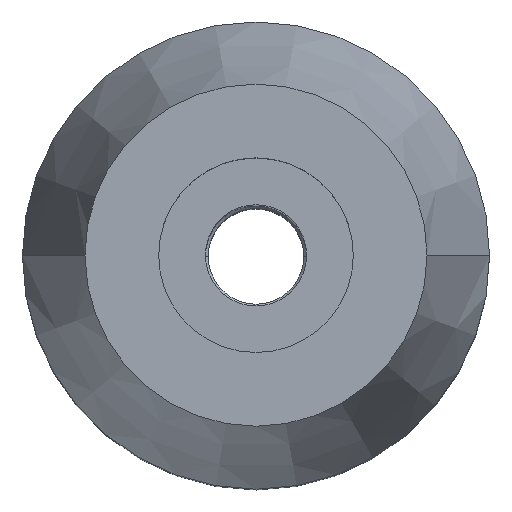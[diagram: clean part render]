
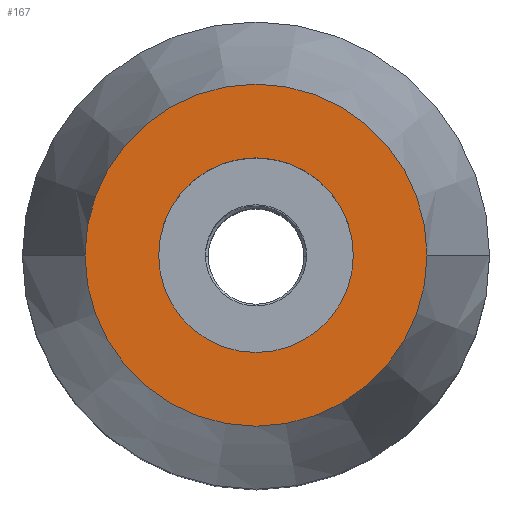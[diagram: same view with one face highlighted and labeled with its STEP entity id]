
A CAD part, top view. The second image highlights one B-rep face of the part: STEP entity #167.
In plain terms, the highlighted planar face has unit normal (0, 0, 1).
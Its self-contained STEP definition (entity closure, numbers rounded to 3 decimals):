
#133=EDGE_CURVE('',#207,#173,#345,.T.);
#157=EDGE_CURVE('',#193,#211,#376,.T.);
#167=ADVANCED_FACE('',(#389,#390),#391,.T.);
#173=VERTEX_POINT('',#397);
#179=EDGE_CURVE('',#211,#193,#403,.T.);
#193=VERTEX_POINT('',#420);
#207=VERTEX_POINT('',#438);
#211=VERTEX_POINT('',#442);
#305=EDGE_CURVE('',#173,#207,#543,.T.);
#345=CIRCLE('',#581,4.392);
#376=CIRCLE('',#616,2.5);
#389=FACE_BOUND('',#631,.T.);
#390=FACE_OUTER_BOUND('',#632,.T.);
#391=PLANE('',#633);
#397=CARTESIAN_POINT('',(-4.392,0.,18.0));
#403=CIRCLE('',#648,2.5);
#420=CARTESIAN_POINT('',(2.5,0.0,18.0));
#438=CARTESIAN_POINT('',(4.392,0.,18.0));
#442=CARTESIAN_POINT('',(-2.5,0.,18.0));
#543=CIRCLE('',#831,4.392);
#581=AXIS2_PLACEMENT_3D('',#863,#864,#865);
#616=AXIS2_PLACEMENT_3D('',#915,#916,#917);
#631=EDGE_LOOP('',(#944,#945));
#632=EDGE_LOOP('',(#946,#947));
#633=AXIS2_PLACEMENT_3D('',#948,#949,#950);
#648=AXIS2_PLACEMENT_3D('',#957,#958,#959);
#831=AXIS2_PLACEMENT_3D('',#1117,#1118,#1119);
#863=CARTESIAN_POINT('',(0.,0.,18.0));
#864=DIRECTION('',(0.,0.,1.0));
#865=DIRECTION('',(-1.0,0.,-0.0));
#915=CARTESIAN_POINT('',(0.0,0.0,18.0));
#916=DIRECTION('',(0.,0.,-1.0));
#917=DIRECTION('',(1.0,0.,0.));
#944=ORIENTED_EDGE('',*,*,#157,.T.);
#945=ORIENTED_EDGE('',*,*,#179,.T.);
#946=ORIENTED_EDGE('',*,*,#305,.T.);
#947=ORIENTED_EDGE('',*,*,#133,.T.);
#948=CARTESIAN_POINT('',(-2.196,0.,18.0));
#949=DIRECTION('',(0.,0.,1.0));
#950=DIRECTION('',(-1.0,0.,0.));
#957=CARTESIAN_POINT('',(0.0,0.0,18.0));
#958=DIRECTION('',(0.,0.,-1.0));
#959=DIRECTION('',(1.0,0.,0.));
#1117=CARTESIAN_POINT('',(0.,0.,18.0));
#1118=DIRECTION('',(0.,0.,1.0));
#1119=DIRECTION('',(-1.0,0.,-0.0));
